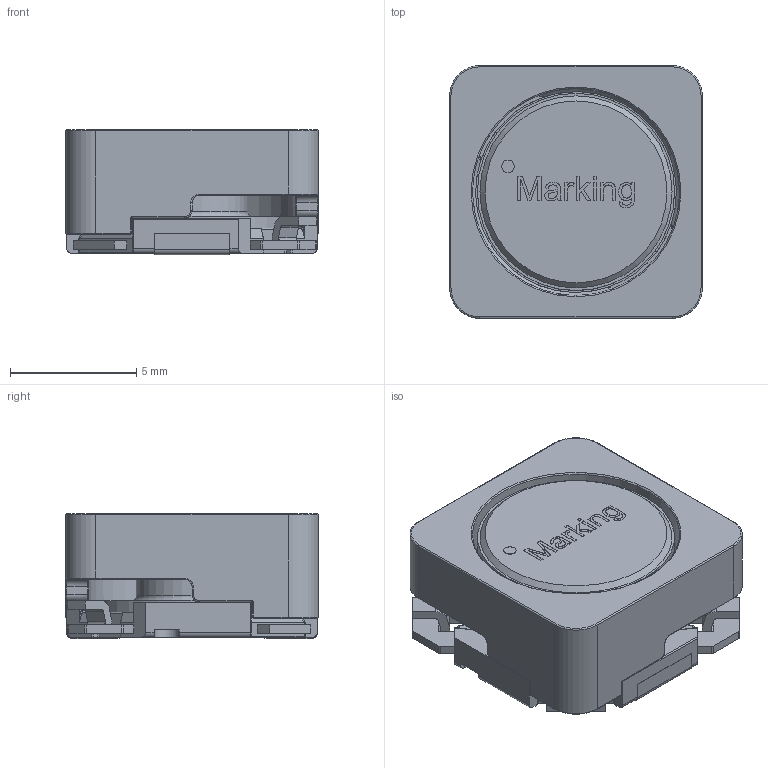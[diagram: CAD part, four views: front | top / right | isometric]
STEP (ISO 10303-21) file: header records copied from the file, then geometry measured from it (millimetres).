
FILE_DESCRIPTION(/* description */ ('Unknown'),/* implementation_level */ '2;1');
FILE_NAME(/* name */ '7847714xxx_1050-v2',/* time_stamp */ '2022-02-07T16:24:40+01:00',/* author */ ('Unknown'),/* organization */ ('Unknown'),/* preprocessor_version */ 'ST-DEVELOPER v16.7',/* originating_system */ 'DEX',/* authorisation */ $);
FILE_SCHEMA (('AUTOMOTIVE_DESIGN {1 0 10303 214 3 1 1}'));
Length unit declared in the file: millimetre
Products named in the file (5): 7847714xxx_1050-v2; Leadframev2; Plastic base; Core-1050; Shielding-1050
Assembly tree (4 placements, depth 2):
  7847714xxx_1050-v2
    Leadframev2
    Plastic base
    Core-1050
    Shielding-1050
Bounding box: 10 x 10 x 4.96 mm (x, y, z)
Volume: 325.9 mm3; surface area: 918.5 mm2
Topology: 5 solids, 5 shells, 629 faces, 1693 edges, 1057 vertices
Faces by surface type: plane 296, cylinder 236, bspline 43, torus 32, sphere 18, cone 4
Full cylindrical faces by diameter (mm): 0.5 x1, 0.6 x4, 4.4 x1, 7.8 x2, 7.95 x1, 8.2 x1
Entity records: 21007 total; most frequent: CARTESIAN_POINT 4779, ORIENTED_EDGE 3316, DIRECTION 3176, EDGE_CURVE 1658, AXIS2_PLACEMENT_3D 1119, VERTEX_POINT 1052, LINE 938, VECTOR 938
